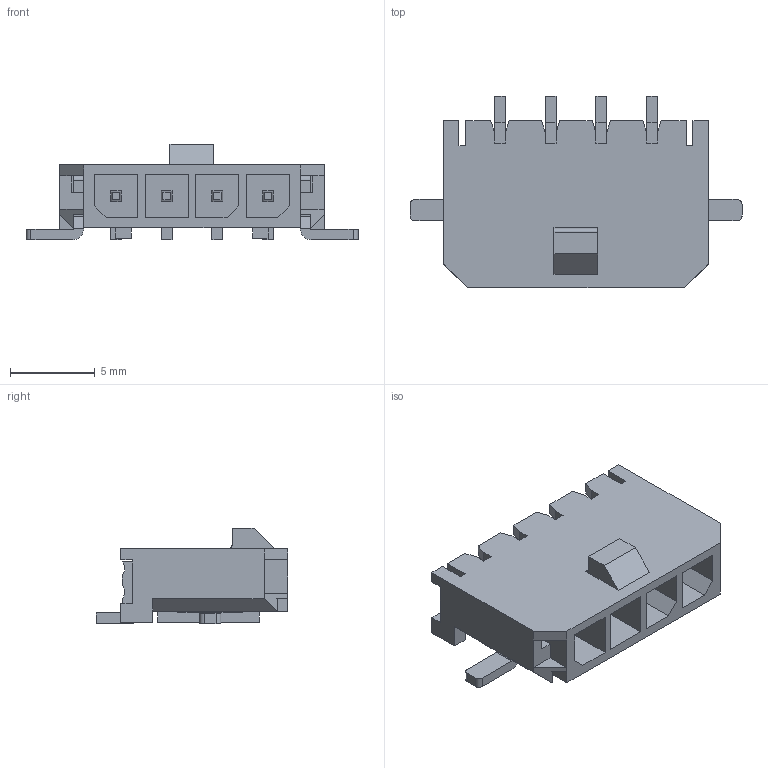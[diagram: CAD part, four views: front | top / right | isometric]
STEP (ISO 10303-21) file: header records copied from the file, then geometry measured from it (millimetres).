
FILE_DESCRIPTION(/* description */ ('Unknown'),/* implementation_level */ '2;1');
FILE_NAME(/* name */ '662104145024',/* time_stamp */ '2023-04-14T15:36:03+02:00',/* author */ ('Unknown'),/* organization */ ('Unknown'),/* preprocessor_version */ 'ST-DEVELOPER v18.102',/* originating_system */ 'Solid Edge',/* authorisation */ 'Unknown');
FILE_SCHEMA (('AUTOMOTIVE_DESIGN {1 0 10303 214 3 1 1}'));
Length unit declared in the file: millimetre
Products named in the file (4): 6621xx145024; 662104145021; 6621xx145024_PIN; 6621xx14502y_MASSE
Assembly tree (7 placements, depth 2):
  6621xx145024
    662104145021
    6621xx145024_PIN  x4
    6621xx14502y_MASSE  x2
Bounding box: 19.65 x 11.35 x 5.64 mm (x, y, z)
Volume: 391.6 mm3; surface area: 1104.5 mm2
Topology: 7 solids, 7 shells, 339 faces, 924 edges, 594 vertices
Faces by surface type: plane 324, cylinder 15
Full cylindrical faces by diameter (mm): 0.8 x2
Entity records: 7640 total; most frequent: CARTESIAN_POINT 1312, ORIENTED_EDGE 1302, DIRECTION 1145, EDGE_CURVE 651, LINE 635, VECTOR 635, VERTEX_POINT 422, AXIS2_PLACEMENT_3D 255
